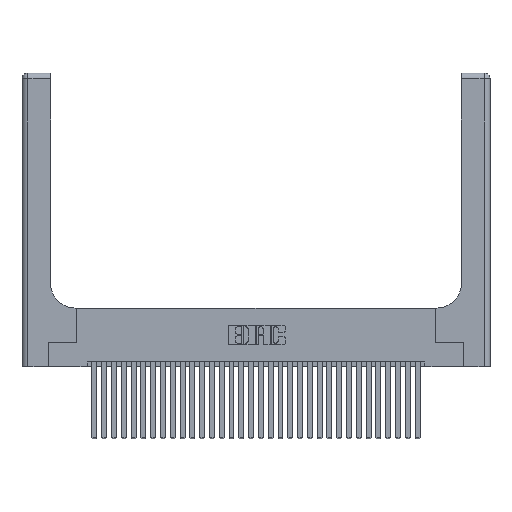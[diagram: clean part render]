
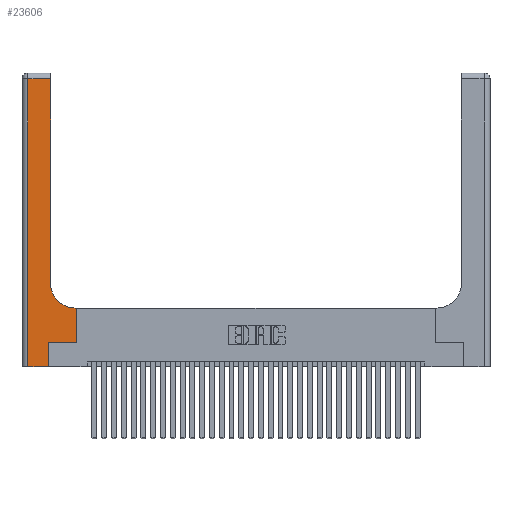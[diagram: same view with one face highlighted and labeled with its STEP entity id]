
A CAD part, top view. The second image highlights one B-rep face of the part: STEP entity #23606.
In plain terms, the highlighted planar face has unit normal (0, 0, 1).
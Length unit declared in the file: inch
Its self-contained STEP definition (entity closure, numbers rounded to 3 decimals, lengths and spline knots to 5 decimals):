
#20 = DIRECTION ( 'NONE',  ( 0., 1., 0. ) ) ;
#615 = DIRECTION ( 'NONE',  ( 0., 1., 0. ) ) ;
#652 = ORIENTED_EDGE ( 'NONE', *, *, #23694, .T. ) ;
#814 = EDGE_CURVE ( 'NONE', #26564, #26072, #17361, .T. ) ;
#1336 = CARTESIAN_POINT ( 'NONE',  ( 0.2915, 0.85, 0.37 ) ) ;
#2368 = CARTESIAN_POINT ( 'NONE',  ( 0.269, 0., 0.37 ) ) ;
#2497 = VECTOR ( 'NONE', #27063, 39.37008 ) ;
#2561 = DIRECTION ( 'NONE',  ( 1., 0., 0. ) ) ;
#2853 = EDGE_CURVE ( 'NONE', #26072, #4286, #10142, .T. ) ;
#3213 = DIRECTION ( 'NONE',  ( -1., 0., 0. ) ) ;
#3218 = CARTESIAN_POINT ( 'NONE',  ( 0.5415, 0.85, 0.37 ) ) ;
#3222 = CARTESIAN_POINT ( 'NONE',  ( 0.2915, 2.94, 0.37 ) ) ;
#3343 = CARTESIAN_POINT ( 'NONE',  ( 0.269, 0., 0.37 ) ) ;
#3769 = DIRECTION ( 'NONE',  ( 0., 0., -1. ) ) ;
#3941 = VECTOR ( 'NONE', #3213, 39.37008 ) ;
#4286 = VERTEX_POINT ( 'NONE', #1336 ) ;
#4353 = CARTESIAN_POINT ( 'NONE',  ( 0.06, 0., 0.37 ) ) ;
#5045 = LINE ( 'NONE', #24875, #5815 ) ;
#5515 = VERTEX_POINT ( 'NONE', #3222 ) ;
#5815 = VECTOR ( 'NONE', #11645, 39.37008 ) ;
#5876 = VECTOR ( 'NONE', #615, 39.37008 ) ;
#5893 = VECTOR ( 'NONE', #29835, 39.37008 ) ;
#6710 = CARTESIAN_POINT ( 'NONE',  ( 0.06, 2.94, 0.37 ) ) ;
#7187 = DIRECTION ( 'NONE',  ( 0., -1., 0. ) ) ;
#7650 = CARTESIAN_POINT ( 'NONE',  ( 0.5415, 0.6, 0.37 ) ) ;
#8337 = CARTESIAN_POINT ( 'NONE',  ( 0.2915, 0.6, 0.37 ) ) ;
#9320 = LINE ( 'NONE', #17084, #12843 ) ;
#10142 = CIRCLE ( 'NONE', #14774, 0.25 ) ;
#10281 = DIRECTION ( 'NONE',  ( 1., 0., 0. ) ) ;
#11645 = DIRECTION ( 'NONE',  ( 0., 1., 0. ) ) ;
#12606 = LINE ( 'NONE', #15768, #5876 ) ;
#12799 = EDGE_CURVE ( 'NONE', #5515, #16266, #18693, .T. ) ;
#12819 = VECTOR ( 'NONE', #20, 39.37008 ) ;
#12843 = VECTOR ( 'NONE', #7187, 39.37008 ) ;
#14133 = VERTEX_POINT ( 'NONE', #3343 ) ;
#14768 = CARTESIAN_POINT ( 'NONE',  ( 0.269, 0.25, 0.37 ) ) ;
#14774 = AXIS2_PLACEMENT_3D ( 'NONE', #3218, #3769, #10281 ) ;
#15768 = CARTESIAN_POINT ( 'NONE',  ( 0.5585, 0.25, 0.37 ) ) ;
#16063 = ORIENTED_EDGE ( 'NONE', *, *, #17279, .T. ) ;
#16068 = ORIENTED_EDGE ( 'NONE', *, *, #814, .T. ) ;
#16146 = FACE_OUTER_BOUND ( 'NONE', #20097, .T. ) ;
#16266 = VERTEX_POINT ( 'NONE', #6710 ) ;
#16839 = ORIENTED_EDGE ( 'NONE', *, *, #2853, .T. ) ;
#17084 = CARTESIAN_POINT ( 'NONE',  ( 0.06, 3., 0.37 ) ) ;
#17279 = EDGE_CURVE ( 'NONE', #28515, #26564, #12606, .T. ) ;
#17361 = LINE ( 'NONE', #8337, #3941 ) ;
#18358 = VECTOR ( 'NONE', #2561, 39.37008 ) ;
#18693 = LINE ( 'NONE', #18967, #2497 ) ;
#18885 = EDGE_CURVE ( 'NONE', #4286, #5515, #5045, .T. ) ;
#18961 = CARTESIAN_POINT ( 'NONE',  ( 0.5585, 0.6, 0.37 ) ) ;
#18967 = CARTESIAN_POINT ( 'NONE',  ( 0., 2.94, 0.37 ) ) ;
#19497 = DIRECTION ( 'NONE',  ( 0., 0., -1. ) ) ;
#20097 = EDGE_LOOP ( 'NONE', ( #25572, #28417, #23495, #25947, #21014, #652, #16063, #16068, #16839 ) ) ;
#20300 = VERTEX_POINT ( 'NONE', #32645 ) ;
#20537 = CARTESIAN_POINT ( 'NONE',  ( 0., 0., 0.37 ) ) ;
#20892 = AXIS2_PLACEMENT_3D ( 'NONE', #22163, #19497, #22051 ) ;
#21014 = ORIENTED_EDGE ( 'NONE', *, *, #32296, .T. ) ;
#22051 = DIRECTION ( 'NONE',  ( -1., 0., 0. ) ) ;
#22163 = CARTESIAN_POINT ( 'NONE',  ( 0., 3., 0.37 ) ) ;
#23495 = ORIENTED_EDGE ( 'NONE', *, *, #31610, .T. ) ;
#23606 = ADVANCED_FACE ( 'NONE', ( #16146 ), #24694, .F. ) ;
#23694 = EDGE_CURVE ( 'NONE', #20300, #28515, #28052, .T. ) ;
#24209 = VERTEX_POINT ( 'NONE', #4353 ) ;
#24694 = PLANE ( 'NONE',  #20892 ) ;
#24745 = CARTESIAN_POINT ( 'NONE',  ( 0.5585, 0.25, 0.37 ) ) ;
#24875 = CARTESIAN_POINT ( 'NONE',  ( 0.2915, 3., 0.37 ) ) ;
#25459 = LINE ( 'NONE', #2368, #12819 ) ;
#25506 = EDGE_CURVE ( 'NONE', #24209, #14133, #26324, .T. ) ;
#25572 = ORIENTED_EDGE ( 'NONE', *, *, #18885, .T. ) ;
#25947 = ORIENTED_EDGE ( 'NONE', *, *, #25506, .T. ) ;
#26072 = VERTEX_POINT ( 'NONE', #7650 ) ;
#26324 = LINE ( 'NONE', #20537, #18358 ) ;
#26564 = VERTEX_POINT ( 'NONE', #18961 ) ;
#27063 = DIRECTION ( 'NONE',  ( -1., 0., 0. ) ) ;
#28052 = LINE ( 'NONE', #14768, #5893 ) ;
#28417 = ORIENTED_EDGE ( 'NONE', *, *, #12799, .T. ) ;
#28515 = VERTEX_POINT ( 'NONE', #24745 ) ;
#29835 = DIRECTION ( 'NONE',  ( 1., 0., 0. ) ) ;
#31610 = EDGE_CURVE ( 'NONE', #16266, #24209, #9320, .T. ) ;
#32296 = EDGE_CURVE ( 'NONE', #14133, #20300, #25459, .T. ) ;
#32645 = CARTESIAN_POINT ( 'NONE',  ( 0.269, 0.25, 0.37 ) ) ;
